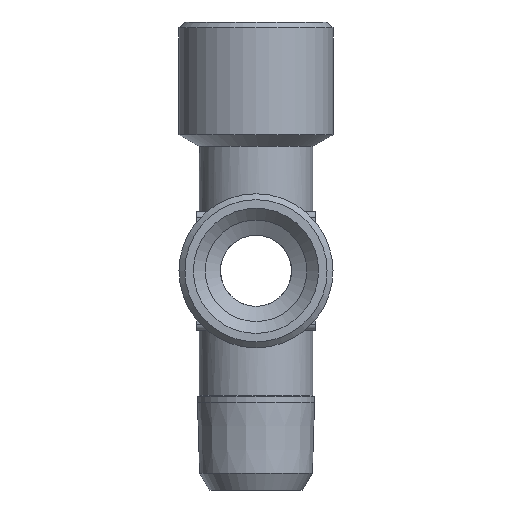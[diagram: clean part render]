
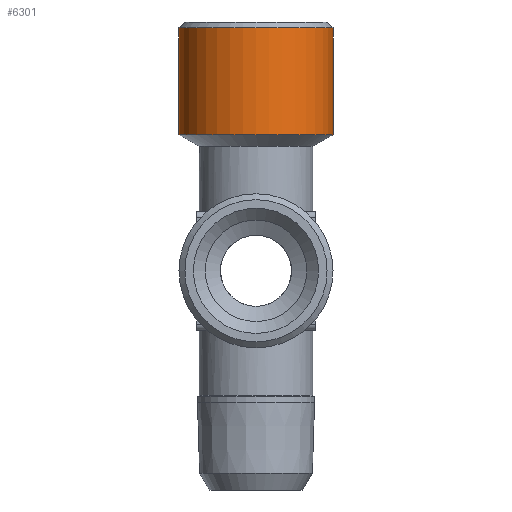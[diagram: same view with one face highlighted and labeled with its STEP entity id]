
A CAD part, left-side view. The second image highlights one B-rep face of the part: STEP entity #6301.
In plain terms, the highlighted cylindrical face has radius 6.5 mm (diameter 13 mm), a full revolution.
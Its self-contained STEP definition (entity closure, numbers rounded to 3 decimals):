
#1800=CYLINDRICAL_SURFACE('',#6132,6.5);
#1851=ORIENTED_EDGE('',*,*,#2336,.F.);
#1852=ORIENTED_EDGE('',*,*,#2335,.T.);
#2167=CIRCLE('',#6131,6.5);
#2168=CIRCLE('',#6133,6.5);
#2222=VERTEX_POINT('',#3086);
#2223=VERTEX_POINT('',#3089);
#2335=EDGE_CURVE('',#2222,#2222,#2167,.T.);
#2336=EDGE_CURVE('',#2223,#2223,#2168,.T.);
#2496=EDGE_LOOP('',(#1851));
#2497=EDGE_LOOP('',(#1852));
#2608=FACE_BOUND('',#2496,.T.);
#2609=FACE_BOUND('',#2497,.T.);
#2724=DIRECTION('',(0.,-1.,0.));
#2725=DIRECTION('',(0.,0.,6.5));
#2726=DIRECTION('',(0.,1.,0.));
#2727=DIRECTION('',(1.,0.,0.));
#2728=DIRECTION('',(0.,-1.,0.));
#2729=DIRECTION('',(0.,0.,6.5));
#3086=CARTESIAN_POINT('',(34.975,44.39,6.5));
#3087=CARTESIAN_POINT('',(34.975,44.39,0.));
#3088=CARTESIAN_POINT('',(34.975,35.371,0.));
#3089=CARTESIAN_POINT('',(34.975,35.371,6.5));
#3090=CARTESIAN_POINT('',(34.975,35.371,0.));
#6131=AXIS2_PLACEMENT_3D('',#3087,#2724,#2725);
#6132=AXIS2_PLACEMENT_3D('',#3088,#2726,#2727);
#6133=AXIS2_PLACEMENT_3D('',#3090,#2728,#2729);
#6301=ADVANCED_FACE('',(#2608,#2609),#1800,.T.);
